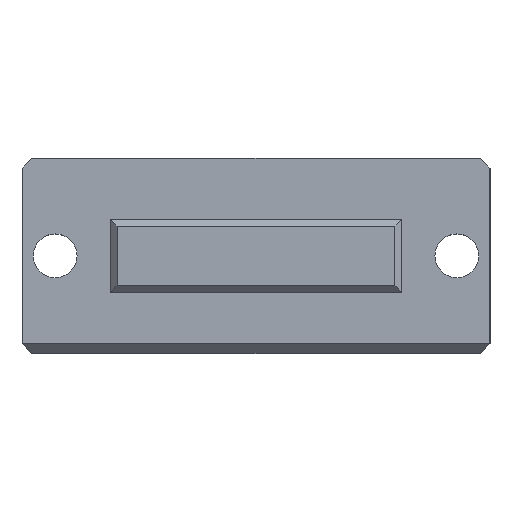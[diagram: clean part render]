
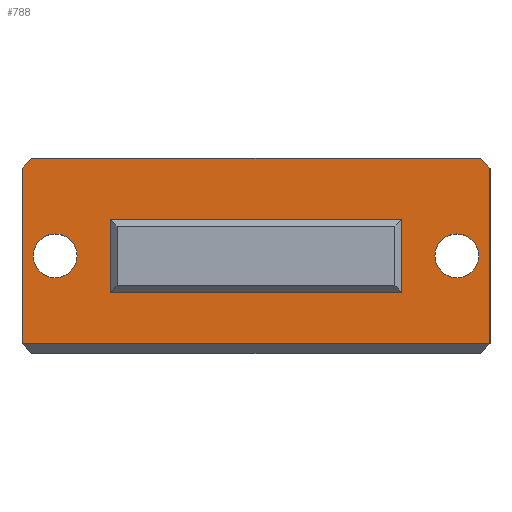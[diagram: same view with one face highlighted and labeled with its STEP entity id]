
A CAD part, top view. The second image highlights one B-rep face of the part: STEP entity #788.
In plain terms, the highlighted planar face has unit normal (0, 0, 1).
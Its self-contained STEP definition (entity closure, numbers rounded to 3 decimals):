
#3 = LINE ( 'NONE', #365, #589 ) ;
#5 = ORIENTED_EDGE ( 'NONE', *, *, #1505, .F. ) ;
#18 = VECTOR ( 'NONE', #434, 1000. ) ;
#40 = CARTESIAN_POINT ( 'NONE',  ( 14.95, 0., 10. ) ) ;
#47 = VECTOR ( 'NONE', #1062, 1000. ) ;
#108 = DIRECTION ( 'NONE',  ( -0.707, 0.707, 0. ) ) ;
#111 = CARTESIAN_POINT ( 'NONE',  ( -24., 0., 10. ) ) ;
#143 = VECTOR ( 'NONE', #1605, 1000. ) ;
#148 = AXIS2_PLACEMENT_3D ( 'NONE', #969, #327, #837 ) ;
#158 = LINE ( 'NONE', #1155, #767 ) ;
#180 = DIRECTION ( 'NONE',  ( 1., 0., 0. ) ) ;
#190 = ORIENTED_EDGE ( 'NONE', *, *, #1108, .T. ) ;
#237 = LINE ( 'NONE', #1103, #1365 ) ;
#247 = ORIENTED_EDGE ( 'NONE', *, *, #284, .T. ) ;
#272 = FACE_BOUND ( 'NONE', #1030, .T. ) ;
#274 = EDGE_CURVE ( 'NONE', #475, #999, #1167, .T. ) ;
#275 = VECTOR ( 'NONE', #180, 1000. ) ;
#279 = EDGE_CURVE ( 'NONE', #898, #1589, #1506, .T. ) ;
#284 = EDGE_CURVE ( 'NONE', #989, #475, #1409, .T. ) ;
#286 = EDGE_LOOP ( 'NONE', ( #5, #448, #785, #190, #1457, #341 ) ) ;
#289 = CARTESIAN_POINT ( 'NONE',  ( 14.95, 12.824, 10. ) ) ;
#303 = CARTESIAN_POINT ( 'NONE',  ( -15., 5.324, 10. ) ) ;
#327 = DIRECTION ( 'NONE',  ( 0., 0., -1. ) ) ;
#341 = ORIENTED_EDGE ( 'NONE', *, *, #1525, .T. ) ;
#365 = CARTESIAN_POINT ( 'NONE',  ( 24., 0.074, 10. ) ) ;
#375 = LINE ( 'NONE', #111, #408 ) ;
#407 = CIRCLE ( 'NONE', #705, 2.25 ) ;
#408 = VECTOR ( 'NONE', #963, 1000. ) ;
#434 = DIRECTION ( 'NONE',  ( 1., 0., 0. ) ) ;
#448 = ORIENTED_EDGE ( 'NONE', *, *, #1604, .T. ) ;
#467 = ORIENTED_EDGE ( 'NONE', *, *, #279, .T. ) ;
#475 = VERTEX_POINT ( 'NONE', #1140 ) ;
#492 = ORIENTED_EDGE ( 'NONE', *, *, #512, .T. ) ;
#508 = EDGE_LOOP ( 'NONE', ( #1133, #247, #954, #492 ) ) ;
#512 = EDGE_CURVE ( 'NONE', #999, #1241, #1292, .T. ) ;
#526 = CARTESIAN_POINT ( 'NONE',  ( -24., 18.074, 10. ) ) ;
#537 = CARTESIAN_POINT ( 'NONE',  ( 23., 19.074, 10. ) ) ;
#552 = CARTESIAN_POINT ( 'NONE',  ( -24., 0.074, 10. ) ) ;
#566 = CARTESIAN_POINT ( 'NONE',  ( 24., 0., 10. ) ) ;
#589 = VECTOR ( 'NONE', #1475, 1000. ) ;
#611 = ORIENTED_EDGE ( 'NONE', *, *, #1239, .T. ) ;
#626 = AXIS2_PLACEMENT_3D ( 'NONE', #1019, #1151, #1515 ) ;
#633 = AXIS2_PLACEMENT_3D ( 'NONE', #704, #942, #818 ) ;
#650 = EDGE_CURVE ( 'NONE', #824, #1330, #375, .T. ) ;
#669 = CARTESIAN_POINT ( 'NONE',  ( -14.95, 0., 10. ) ) ;
#704 = CARTESIAN_POINT ( 'NONE',  ( -20.6, 9.074, 10. ) ) ;
#705 = AXIS2_PLACEMENT_3D ( 'NONE', #822, #1307, #1205 ) ;
#767 = VECTOR ( 'NONE', #1404, 1000. ) ;
#783 = PLANE ( 'NONE',  #626 ) ;
#784 = CIRCLE ( 'NONE', #148, 2.25 ) ;
#785 = ORIENTED_EDGE ( 'NONE', *, *, #1414, .T. ) ;
#788 = ADVANCED_FACE ( 'Fl�che4', ( #1391, #272, #894, #1123 ), #783, .F. ) ;
#791 = CARTESIAN_POINT ( 'NONE',  ( -20.6, 9.074, 10. ) ) ;
#795 = DIRECTION ( 'NONE',  ( 0., -1., 0. ) ) ;
#803 = ORIENTED_EDGE ( 'NONE', *, *, #1257, .T. ) ;
#818 = DIRECTION ( 'NONE',  ( 0., -1., 0. ) ) ;
#822 = CARTESIAN_POINT ( 'NONE',  ( 20.6, 9.074, 10. ) ) ;
#824 = VERTEX_POINT ( 'NONE', #526 ) ;
#837 = DIRECTION ( 'NONE',  ( 0., 1., 0. ) ) ;
#843 = VERTEX_POINT ( 'NONE', #1379 ) ;
#894 = FACE_BOUND ( 'NONE', #1496, .T. ) ;
#898 = VERTEX_POINT ( 'NONE', #1252 ) ;
#941 = DIRECTION ( 'NONE',  ( 0., 0., -1. ) ) ;
#942 = DIRECTION ( 'NONE',  ( 0., 0., -1. ) ) ;
#954 = ORIENTED_EDGE ( 'NONE', *, *, #274, .T. ) ;
#963 = DIRECTION ( 'NONE',  ( 0., -1., 0. ) ) ;
#967 = VERTEX_POINT ( 'NONE', #1050 ) ;
#969 = CARTESIAN_POINT ( 'NONE',  ( 20.6, 9.074, 10. ) ) ;
#989 = VERTEX_POINT ( 'NONE', #1407 ) ;
#994 = CARTESIAN_POINT ( 'NONE',  ( 20.6, 6.824, 10. ) ) ;
#999 = VERTEX_POINT ( 'NONE', #289 ) ;
#1019 = CARTESIAN_POINT ( 'NONE',  ( 24., 0., 10. ) ) ;
#1030 = EDGE_LOOP ( 'NONE', ( #611, #803 ) ) ;
#1050 = CARTESIAN_POINT ( 'NONE',  ( 20.6, 11.324, 10. ) ) ;
#1062 = DIRECTION ( 'NONE',  ( 0., -1., 0. ) ) ;
#1103 = CARTESIAN_POINT ( 'NONE',  ( 24., 18.074, 10. ) ) ;
#1108 = EDGE_CURVE ( 'NONE', #843, #824, #1351, .T. ) ;
#1110 = CARTESIAN_POINT ( 'NONE',  ( -23., 19.074, 10. ) ) ;
#1123 = FACE_OUTER_BOUND ( 'NONE', #286, .T. ) ;
#1126 = CIRCLE ( 'NONE', #633, 2.25 ) ;
#1133 = ORIENTED_EDGE ( 'NONE', *, *, #1356, .F. ) ;
#1140 = CARTESIAN_POINT ( 'NONE',  ( -14.95, 12.824, 10. ) ) ;
#1141 = VECTOR ( 'NONE', #1158, 1000. ) ;
#1151 = DIRECTION ( 'NONE',  ( 0., 0., -1. ) ) ;
#1155 = CARTESIAN_POINT ( 'NONE',  ( 24., 19.074, 10. ) ) ;
#1158 = DIRECTION ( 'NONE',  ( 0., 1., 0. ) ) ;
#1163 = AXIS2_PLACEMENT_3D ( 'NONE', #791, #941, #1281 ) ;
#1167 = LINE ( 'NONE', #1289, #18 ) ;
#1205 = DIRECTION ( 'NONE',  ( 0., 1., 0. ) ) ;
#1221 = ORIENTED_EDGE ( 'NONE', *, *, #1419, .T. ) ;
#1229 = VERTEX_POINT ( 'NONE', #1444 ) ;
#1239 = EDGE_CURVE ( 'NONE', #967, #1568, #784, .T. ) ;
#1241 = VERTEX_POINT ( 'NONE', #1464 ) ;
#1252 = CARTESIAN_POINT ( 'NONE',  ( -20.6, 11.324, 10. ) ) ;
#1257 = EDGE_CURVE ( 'NONE', #1568, #967, #407, .T. ) ;
#1269 = LINE ( 'NONE', #303, #275 ) ;
#1281 = DIRECTION ( 'NONE',  ( 0., -1., 0. ) ) ;
#1289 = CARTESIAN_POINT ( 'NONE',  ( -15., 12.824, 10. ) ) ;
#1292 = LINE ( 'NONE', #40, #1485 ) ;
#1307 = DIRECTION ( 'NONE',  ( 0., 0., -1. ) ) ;
#1330 = VERTEX_POINT ( 'NONE', #552 ) ;
#1351 = LINE ( 'NONE', #1110, #143 ) ;
#1356 = EDGE_CURVE ( 'NONE', #989, #1241, #1269, .T. ) ;
#1358 = CARTESIAN_POINT ( 'NONE',  ( -20.6, 6.824, 10. ) ) ;
#1365 = VECTOR ( 'NONE', #108, 1000. ) ;
#1379 = CARTESIAN_POINT ( 'NONE',  ( -23., 19.074, 10. ) ) ;
#1391 = FACE_BOUND ( 'NONE', #508, .T. ) ;
#1403 = VERTEX_POINT ( 'NONE', #537 ) ;
#1404 = DIRECTION ( 'NONE',  ( -1., 0., 0. ) ) ;
#1407 = CARTESIAN_POINT ( 'NONE',  ( -14.95, 5.324, 10. ) ) ;
#1409 = LINE ( 'NONE', #669, #1141 ) ;
#1414 = EDGE_CURVE ( 'NONE', #1403, #843, #158, .T. ) ;
#1419 = EDGE_CURVE ( 'NONE', #1589, #898, #1126, .T. ) ;
#1425 = LINE ( 'NONE', #566, #47 ) ;
#1444 = CARTESIAN_POINT ( 'NONE',  ( 24., 18.074, 10. ) ) ;
#1457 = ORIENTED_EDGE ( 'NONE', *, *, #650, .T. ) ;
#1464 = CARTESIAN_POINT ( 'NONE',  ( 14.95, 5.324, 10. ) ) ;
#1475 = DIRECTION ( 'NONE',  ( 1., 0., 0. ) ) ;
#1485 = VECTOR ( 'NONE', #795, 1000. ) ;
#1496 = EDGE_LOOP ( 'NONE', ( #467, #1221 ) ) ;
#1505 = EDGE_CURVE ( 'NONE', #1229, #1607, #1425, .T. ) ;
#1506 = CIRCLE ( 'NONE', #1163, 2.25 ) ;
#1515 = DIRECTION ( 'NONE',  ( 0., 1., 0. ) ) ;
#1525 = EDGE_CURVE ( 'NONE', #1330, #1607, #3, .T. ) ;
#1568 = VERTEX_POINT ( 'NONE', #994 ) ;
#1589 = VERTEX_POINT ( 'NONE', #1358 ) ;
#1604 = EDGE_CURVE ( 'NONE', #1229, #1403, #237, .T. ) ;
#1605 = DIRECTION ( 'NONE',  ( -0.707, -0.707, 0. ) ) ;
#1606 = CARTESIAN_POINT ( 'NONE',  ( 24., 0.074, 10. ) ) ;
#1607 = VERTEX_POINT ( 'NONE', #1606 ) ;
